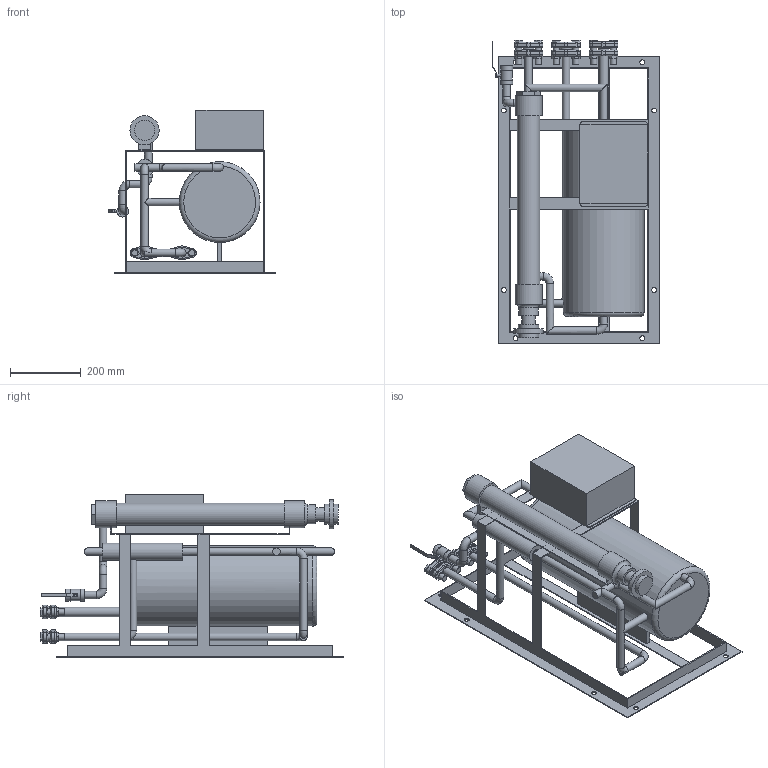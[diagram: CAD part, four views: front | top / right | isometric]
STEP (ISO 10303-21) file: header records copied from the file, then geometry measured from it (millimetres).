
FILE_DESCRIPTION((''),'2;1');
FILE_NAME('APM.stp','2015-08-20T15:59:31',('kruffolo'),(''),'Autodesk Inventor 2013','Autodesk Inventor 2013','');
FILE_SCHEMA(('AUTOMOTIVE_DESIGN { 1 0 10303 214 1 1 1 1 }'));
Length unit declared in the file: inch
Products named in the file (7): APM; FLANGE SW 050-050; FLANGE SW 050-075; BOLT_688; NUT_688; NIBCO_0
Assembly tree (20 placements, depth 2):
  APM
    APM
    FLANGE SW 050-050  x4
    FLANGE SW 050-075  x2
    BOLT_688  x6
    NUT_688  x6
    NIBCO_0
Bounding box: 474.09 x 859.28 x 463.55 mm (x, y, z)
Volume: 32929697.9 mm3; surface area: 1740158.6 mm2
Topology: 20 solids, 20 shells, 524 faces, 1224 edges, 767 vertices
Faces by surface type: plane 261, cylinder 170, torus 84, cone 9
Full cylindrical faces by diameter (mm): 6.35 x2, 12.7 x12, 13.462 x8, 15.875 x4, 17.475 x13, 20.625 x2, 21.336 x20, 21.844 x4, 25.781 x6, 26.67 x1, 27.178 x2, 31.75 x6, 32.24 x1, 34.036 x2, 38.1 x1, 48.26 x1, 54.229 x1, 57.404 x2, 63.5 x1, 76.2 x2, 82.804 x1, 228.6 x1
Entity records: 7909 total; most frequent: CARTESIAN_POINT 1545, DIRECTION 1335, ORIENTED_EDGE 1096, EDGE_CURVE 548, AXIS2_PLACEMENT_3D 504, EDGE_LOOP 416, VERTEX_POINT 390, VECTOR 327
